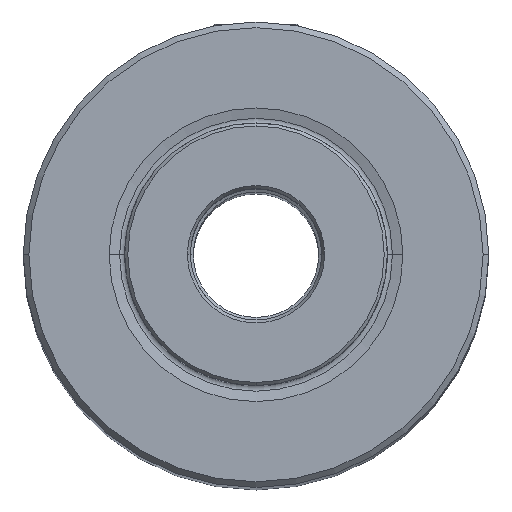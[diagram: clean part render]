
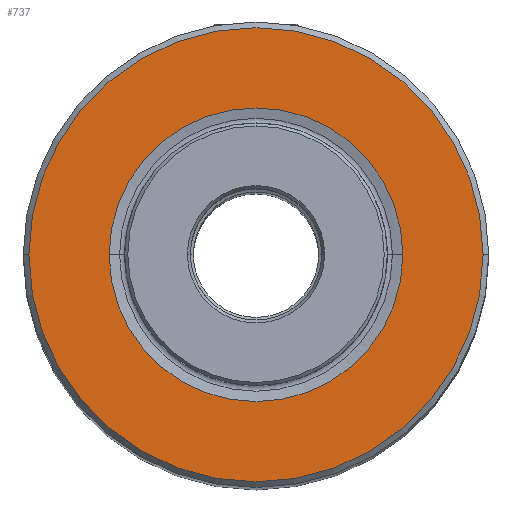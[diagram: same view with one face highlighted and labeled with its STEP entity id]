
A CAD part, top view. The second image highlights one B-rep face of the part: STEP entity #737.
In plain terms, the highlighted planar face has unit normal (0, 0, 1).
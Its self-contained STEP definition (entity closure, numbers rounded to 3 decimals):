
#551=VERTEX_POINT('NONE',#1555);
#567=EDGE_CURVE('NONE',#551,#1431,#1572,.T.);
#737=ADVANCED_FACE('NONE',(#1765,#1766),#1767,.T.);
#743=VERTEX_POINT('NONE',#1773);
#759=VERTEX_POINT('NONE',#1790);
#945=EDGE_CURVE('NONE',#759,#743,#1994,.T.);
#951=EDGE_CURVE('NONE',#743,#759,#2001,.T.);
#1219=EDGE_CURVE('NONE',#1431,#551,#2305,.T.);
#1431=VERTEX_POINT('NONE',#2536);
#1555=CARTESIAN_POINT('',(-19.025,0.0,0.0));
#1572=CIRCLE('',#2754,19.025);
#1765=FACE_OUTER_BOUND('',#3175,.T.);
#1766=FACE_BOUND('',#3176,.T.);
#1767=PLANE('',#3177);
#1773=CARTESIAN_POINT('',(12.299,0.0,0.0));
#1790=CARTESIAN_POINT('',(-12.299,0.,0.0));
#1994=CIRCLE('',#3637,12.299);
#2001=CIRCLE('',#3645,12.299);
#2305=CIRCLE('',#4169,19.025);
#2536=CARTESIAN_POINT('',(19.025,0.,0.0));
#2754=AXIS2_PLACEMENT_3D('',#4755,#4756,#4757);
#3175=EDGE_LOOP('',(#5019,#5020));
#3176=EDGE_LOOP('',(#5021,#5022));
#3177=AXIS2_PLACEMENT_3D('',#5023,#5024,#5025);
#3637=AXIS2_PLACEMENT_3D('',#5272,#5273,#5274);
#3645=AXIS2_PLACEMENT_3D('',#5283,#5284,#5285);
#4169=AXIS2_PLACEMENT_3D('',#5684,#5685,#5686);
#4755=CARTESIAN_POINT('',(0.0,0.0,0.0));
#4756=DIRECTION('',(0.0,0.0,-1.0));
#4757=DIRECTION('',(1.0,0.0,0.0));
#5019=ORIENTED_EDGE('',*,*,#567,.F.);
#5020=ORIENTED_EDGE('',*,*,#1219,.F.);
#5021=ORIENTED_EDGE('',*,*,#951,.F.);
#5022=ORIENTED_EDGE('',*,*,#945,.F.);
#5023=CARTESIAN_POINT('',(0.0,11.0,0.0));
#5024=DIRECTION('',(0.0,0.0,1.0));
#5025=DIRECTION('',(1.0,0.0,0.0));
#5272=CARTESIAN_POINT('',(0.0,0.0,0.0));
#5273=DIRECTION('',(0.0,0.0,1.0));
#5274=DIRECTION('',(1.0,0.0,0.0));
#5283=CARTESIAN_POINT('',(0.0,0.0,0.0));
#5284=DIRECTION('',(0.0,0.0,1.0));
#5285=DIRECTION('',(1.0,0.0,0.0));
#5684=CARTESIAN_POINT('',(0.0,0.0,0.0));
#5685=DIRECTION('',(0.0,0.0,-1.0));
#5686=DIRECTION('',(1.0,0.0,0.0));
